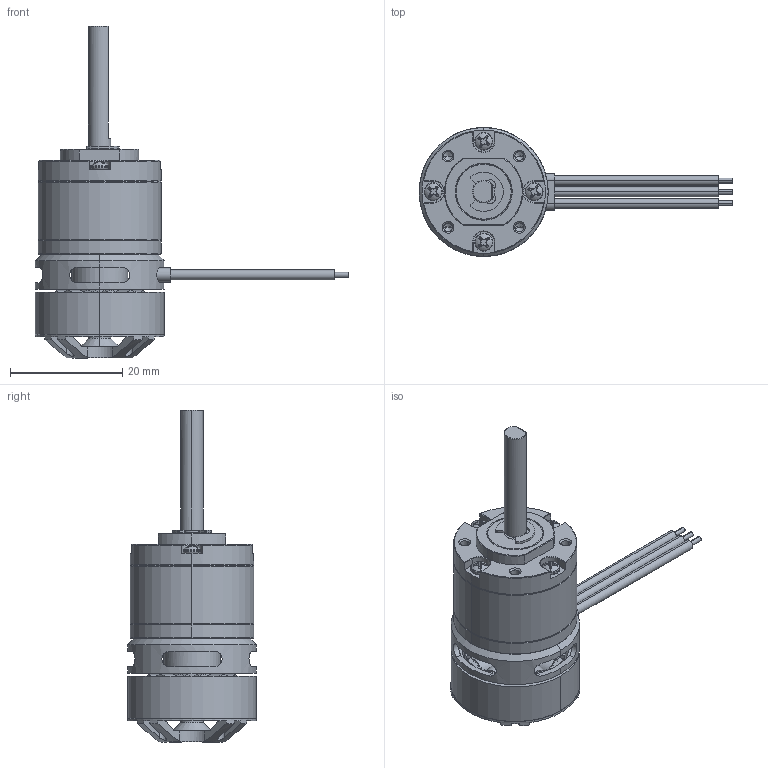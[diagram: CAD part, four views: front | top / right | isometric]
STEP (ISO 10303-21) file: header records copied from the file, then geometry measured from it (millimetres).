
FILE_DESCRIPTION (( 'STEP AP214' ), '1' );
FILE_NAME ('22MM.STEP', '2023-07-26T03:51:07', ( '' ), ( '' ), 'SwSTEP 2.0', 'SolidWorks 2017', '' );
FILE_SCHEMA (( 'AUTOMOTIVE_DESIGN' ));
Length unit declared in the file: millimetre
Products named in the file (4): 22MM_SCREW; 22MM; 1806; 22MM_BODY
Assembly tree (6 placements, depth 2):
  22MM
    22MM_BODY
    22MM_SCREW  x4
    1806
Bounding box: 55.95 x 23 x 59.25 mm (x, y, z)
Volume: 11154.3 mm3; surface area: 9486.9 mm2
Topology: 10 solids, 10 shells, 1592 faces, 4612 edges, 3007 vertices
Faces by surface type: cylinder 1101, plane 321, cone 131, torus 19, bspline 12, sphere 8
Entity records: 35680 total; most frequent: CARTESIAN_POINT 10184, ORIENTED_EDGE 4720, DIRECTION 4162, EDGE_CURVE 2360, AXIS2_PLACEMENT_3D 1519, VERTEX_POINT 1516, LINE 1124, VECTOR 1124
